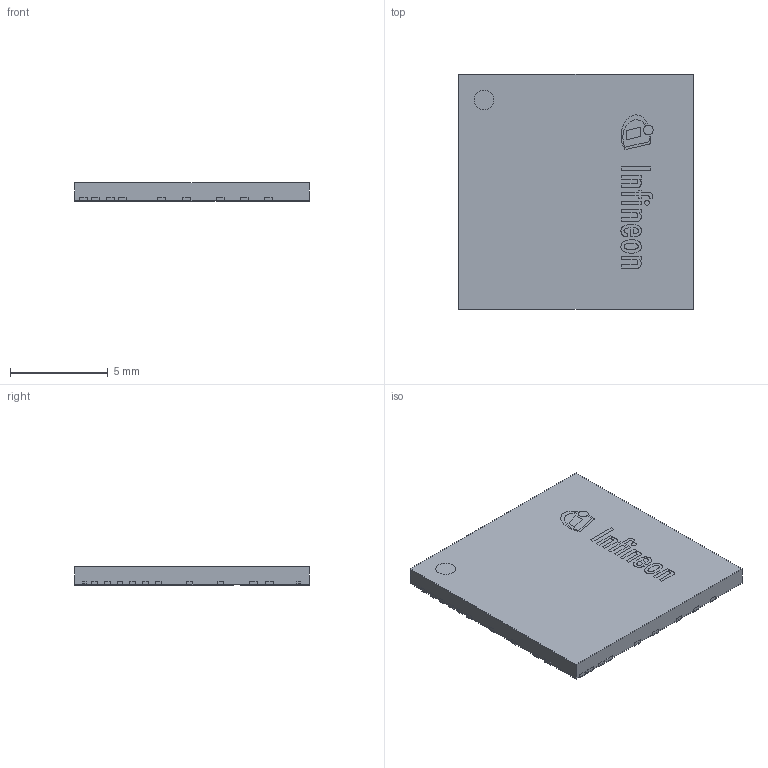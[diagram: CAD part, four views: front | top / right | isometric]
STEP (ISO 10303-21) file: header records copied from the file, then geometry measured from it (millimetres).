
FILE_DESCRIPTION(/* description */ (''),/* implementation_level */ '2;1');
FILE_NAME(/* name */ 'PG-IQFN-38-1_Z8B00187667_V01_3D.stp',/* time_stamp */ '2022-07-06T16:21:36+06:00',/* author */ ('janartha'),/* organization */ (''),/* preprocessor_version */ 'ST-DEVELOPER v16.13',/* originating_system */ 'AutoCAD Mechanical',/* authorisation */ '');
FILE_SCHEMA (('AUTOMOTIVE_DESIGN { 1 0 10303 214 3 1 1 }'));
Length unit declared in the file: millimetre
Products named in the file (1): Product
Bounding box: 12 x 12 x 0.95 mm (x, y, z)
Surface area: 508.5 mm2
Topology: 43 solids, 43 shells, 455 faces, 1104 edges, 736 vertices
Faces by surface type: plane 334, cylinder 103, bspline 18
Full cylindrical faces by diameter (mm): 0.247 x1, 0.5 x1, 1 x2
Entity records: 13437 total; most frequent: CARTESIAN_POINT 2698, ORIENTED_EDGE 2200, DIRECTION 2146, EDGE_CURVE 1100, LINE 858, VECTOR 858, VERTEX_POINT 736, AXIS2_PLACEMENT_3D 644
